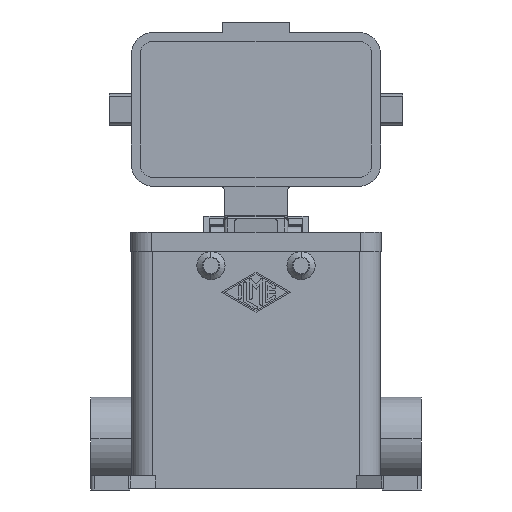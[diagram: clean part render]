
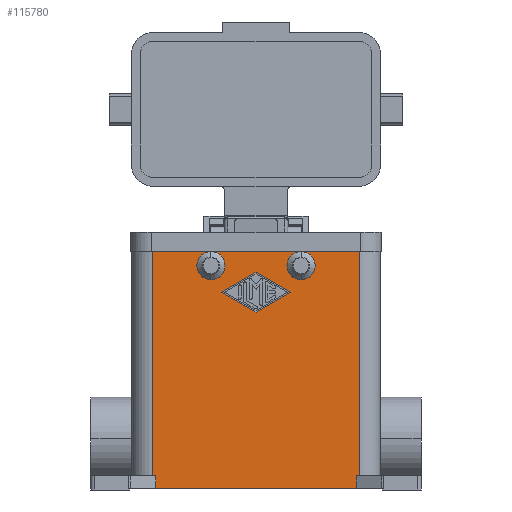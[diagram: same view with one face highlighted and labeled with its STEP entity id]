
A CAD part, front view. The second image highlights one B-rep face of the part: STEP entity #115780.
In plain terms, the highlighted planar face has unit normal (0, -1, 0).
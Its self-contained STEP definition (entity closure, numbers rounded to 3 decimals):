
#25310=CARTESIAN_POINT('',(-12.75,-21.75,15.5));
#25320=VERTEX_POINT('',#25310);
#25350=CARTESIAN_POINT('',(-12.75,-21.75,19.5));
#25360=DIRECTION('',(0.,1.,0.));
#25370=DIRECTION('',(0.,0.,-1.));
#25380=AXIS2_PLACEMENT_3D('',#25350,#25360,#25370);
#25390=CIRCLE('',#25380,4.);
#25400=CARTESIAN_POINT('',(-12.75,-21.75,23.5));
#25410=VERTEX_POINT('',#25400);
#25420=EDGE_CURVE('',#25320,#25410,#25390,.T.);
#39250=CARTESIAN_POINT('',(0.,-21.75,-40.));
#39260=DIRECTION('',(1.,0.,0.));
#39270=VECTOR('',#39260,1.);
#39280=LINE('',#39250,#39270);
#39290=CARTESIAN_POINT('',(28.389,-21.75,-40.));
#39300=VERTEX_POINT('',#39290);
#39310=CARTESIAN_POINT('',(29.25,-21.75,-40.));
#39320=VERTEX_POINT('',#39310);
#39330=EDGE_CURVE('',#39300,#39320,#39280,.T.);
#47500=CARTESIAN_POINT('',(-28.389,-21.75,0.));
#47510=DIRECTION('',(-0.,0.,1.));
#47520=VECTOR('',#47510,1.);
#47530=LINE('',#47500,#47520);
#47540=CARTESIAN_POINT('',(-28.389,-21.75,-43.5));
#47550=VERTEX_POINT('',#47540);
#47560=CARTESIAN_POINT('',(-28.389,-21.75,-40.));
#47570=VERTEX_POINT('',#47560);
#47580=EDGE_CURVE('',#47550,#47570,#47530,.T.);
#48110=CARTESIAN_POINT('',(28.389,-21.75,0.));
#48120=DIRECTION('',(-0.,-0.,-1.));
#48130=VECTOR('',#48120,1.);
#48140=LINE('',#48110,#48130);
#48150=CARTESIAN_POINT('',(28.389,-21.75,-43.5));
#48160=VERTEX_POINT('',#48150);
#48170=EDGE_CURVE('',#39300,#48160,#48140,.T.);
#48570=CARTESIAN_POINT('',(-29.25,-21.75,23.5));
#48580=VERTEX_POINT('',#48570);
#48610=CARTESIAN_POINT('',(-29.25,-21.75,23.5));
#48620=DIRECTION('',(0.,0.,-1.));
#48630=VECTOR('',#48620,1.);
#48640=LINE('',#48610,#48630);
#48650=CARTESIAN_POINT('',(-29.25,-21.75,-40.));
#48660=VERTEX_POINT('',#48650);
#48670=EDGE_CURVE('',#48580,#48660,#48640,.T.);
#49090=CARTESIAN_POINT('',(0.,-21.75,-43.5));
#49100=DIRECTION('',(-1.,-0.,0.));
#49110=VECTOR('',#49100,1.);
#49120=LINE('',#49090,#49110);
#49130=EDGE_CURVE('',#48160,#47550,#49120,.T.);
#49580=CARTESIAN_POINT('',(0.,-21.75,-40.));
#49590=DIRECTION('',(1.,0.,0.));
#49600=VECTOR('',#49590,1.);
#49610=LINE('',#49580,#49600);
#49620=EDGE_CURVE('',#48660,#47570,#49610,.T.);
#49840=CARTESIAN_POINT('',(29.25,-21.75,23.5));
#49850=DIRECTION('',(0.,0.,-1.));
#49860=VECTOR('',#49850,1.);
#49870=LINE('',#49840,#49860);
#49880=CARTESIAN_POINT('',(29.25,-21.75,23.5));
#49890=VERTEX_POINT('',#49880);
#49900=EDGE_CURVE('',#49890,#39320,#49870,.T.);
#68020=CARTESIAN_POINT('',(12.75,-21.75,23.5));
#68030=VERTEX_POINT('',#68020);
#68060=CARTESIAN_POINT('',(12.75,-21.75,19.5));
#68070=DIRECTION('',(0.,1.,0.));
#68080=DIRECTION('',(0.,0.,-1.));
#68090=AXIS2_PLACEMENT_3D('',#68060,#68070,#68080);
#68100=CIRCLE('',#68090,4.);
#68110=CARTESIAN_POINT('',(12.75,-21.75,15.5));
#68120=VERTEX_POINT('',#68110);
#68130=EDGE_CURVE('',#68030,#68120,#68100,.T.);
#78840=CARTESIAN_POINT('',(0.,-21.75,23.5));
#78850=DIRECTION('',(-1.,-0.,0.));
#78860=VECTOR('',#78850,1.);
#78870=LINE('',#78840,#78860);
#78880=EDGE_CURVE('',#49890,#68030,#78870,.T.);
#78900=CARTESIAN_POINT('',(0.,-21.75,23.5));
#78910=DIRECTION('',(-1.,-0.,0.));
#78920=VECTOR('',#78910,1.);
#78930=LINE('',#78900,#78920);
#78940=EDGE_CURVE('',#68030,#25410,#78930,.T.);
#78960=CARTESIAN_POINT('',(0.,-21.75,23.5));
#78970=DIRECTION('',(-1.,-0.,0.));
#78980=VECTOR('',#78970,1.);
#78990=LINE('',#78960,#78980);
#79000=EDGE_CURVE('',#25410,#48580,#78990,.T.);
#112520=CARTESIAN_POINT('',(-9.75,-21.75,12.));
#112530=VERTEX_POINT('',#112520);
#112560=CARTESIAN_POINT('',(0.,-21.75,17.625));
#112570=DIRECTION('',(0.866,-0.,0.5));
#112580=VECTOR('',#112570,1.);
#112590=LINE('',#112560,#112580);
#112600=CARTESIAN_POINT('',(0.,-21.75,17.625));
#112610=VERTEX_POINT('',#112600);
#112620=EDGE_CURVE('',#112530,#112610,#112590,.T.);
#112870=CARTESIAN_POINT('',(0.,-21.75,17.625));
#112880=DIRECTION('',(0.866,-0.,-0.5));
#112890=VECTOR('',#112880,1.);
#112900=LINE('',#112870,#112890);
#112910=CARTESIAN_POINT('',(9.75,-21.75,12.));
#112920=VERTEX_POINT('',#112910);
#112930=EDGE_CURVE('',#112610,#112920,#112900,.T.);
#113180=CARTESIAN_POINT('',(0.,-21.75,6.375));
#113190=DIRECTION('',(-0.866,-0.,-0.5));
#113200=VECTOR('',#113190,1.);
#113210=LINE('',#113180,#113200);
#113220=CARTESIAN_POINT('',(0.,-21.75,6.375));
#113230=VERTEX_POINT('',#113220);
#113240=EDGE_CURVE('',#112920,#113230,#113210,.T.);
#113490=CARTESIAN_POINT('',(0.,-21.75,6.375));
#113500=DIRECTION('',(-0.866,-0.,0.5));
#113510=VECTOR('',#113500,1.);
#113520=LINE('',#113490,#113510);
#113530=EDGE_CURVE('',#113230,#112530,#113520,.T.);
#115490=CARTESIAN_POINT('',(30.739,-21.75,25.201));
#115500=DIRECTION('',(0.,-1.,0.));
#115510=DIRECTION('',(-1.,-0.,0.));
#115520=AXIS2_PLACEMENT_3D('',#115490,#115500,#115510);
#115530=PLANE('',#115520);
#115540=ORIENTED_EDGE('',*,*,#47580,.F.);
#115550=ORIENTED_EDGE('',*,*,#49620,.T.);
#115560=ORIENTED_EDGE('',*,*,#48670,.T.);
#115570=ORIENTED_EDGE('',*,*,#79000,.T.);
#115580=ORIENTED_EDGE('',*,*,#25420,.T.);
#115590=EDGE_CURVE('',#25410,#25320,#25390,.T.);
#115600=ORIENTED_EDGE('',*,*,#115590,.T.);
#115610=ORIENTED_EDGE('',*,*,#78940,.T.);
#115620=EDGE_CURVE('',#68120,#68030,#68100,.T.);
#115630=ORIENTED_EDGE('',*,*,#115620,.T.);
#115640=ORIENTED_EDGE('',*,*,#68130,.T.);
#115650=ORIENTED_EDGE('',*,*,#78880,.T.);
#115660=ORIENTED_EDGE('',*,*,#49900,.F.);
#115670=ORIENTED_EDGE('',*,*,#39330,.T.);
#115680=ORIENTED_EDGE('',*,*,#48170,.F.);
#115690=ORIENTED_EDGE('',*,*,#49130,.F.);
#115700=EDGE_LOOP('',(#115690,#115680,#115670,#115660,#115650,#115640,
#115630,#115610,#115600,#115580,#115570,#115560,#115550,#115540));
#115710=FACE_OUTER_BOUND('',#115700,.T.);
#115720=ORIENTED_EDGE('',*,*,#113240,.T.);
#115730=ORIENTED_EDGE('',*,*,#112930,.T.);
#115740=ORIENTED_EDGE('',*,*,#112620,.T.);
#115750=ORIENTED_EDGE('',*,*,#113530,.T.);
#115760=EDGE_LOOP('',(#115750,#115740,#115730,#115720));
#115770=FACE_BOUND('',#115760,.T.);
#115780=ADVANCED_FACE('',(#115710,#115770),#115530,.T.);
